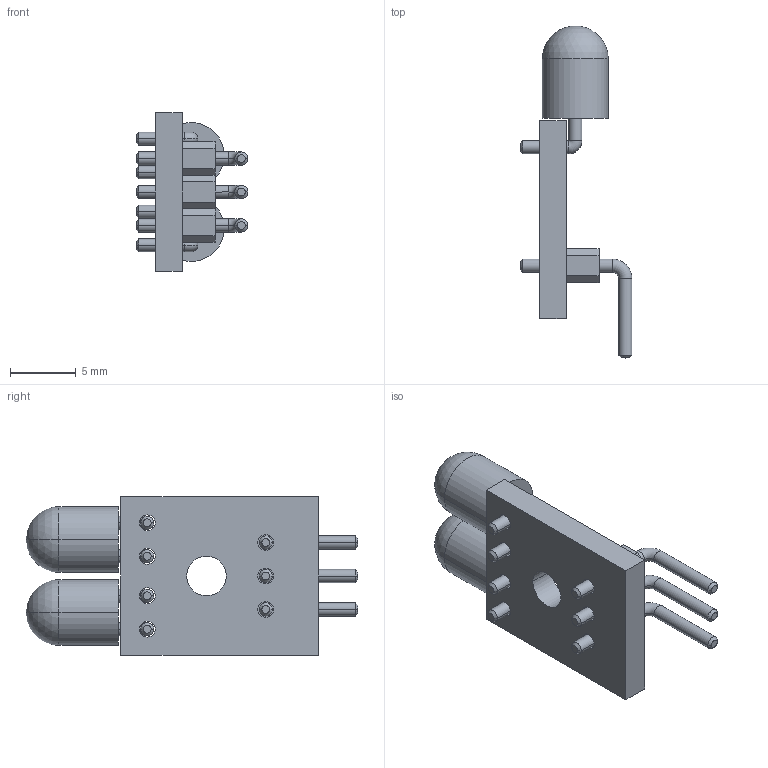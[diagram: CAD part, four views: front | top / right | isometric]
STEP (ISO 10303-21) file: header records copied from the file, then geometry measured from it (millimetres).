
FILE_DESCRIPTION(('CATIA V5 STEP Exchange'),'2;1');
FILE_NAME('IR sensor.stp','2015-07-06T16:24:35+00:00',('none'),('none'),'CATIA Version 5 Release 19 GA (IN-10)','CATIA V5 STEP AP203','none');
FILE_SCHEMA(('CONFIG_CONTROL_DESIGN'));
Length unit declared in the file: millimetre
Products named in the file (1): capteur IR
Bounding box: 8.5 x 25.2 x 12 mm (x, y, z)
Volume: 664.2 mm3; surface area: 1043.9 mm2
Topology: 4 solids, 4 shells, 132 faces, 300 edges, 174 vertices
Faces by surface type: cylinder 54, plane 40, cone 20, torus 14, sphere 4
Entity records: 3278 total; most frequent: ORIENTED_EDGE 576, CARTESIAN_POINT 545, DIRECTION 452, EDGE_CURVE 288, AXIS2_PLACEMENT_3D 225, VERTEX_POINT 174, EDGE_LOOP 158, VECTOR 146
